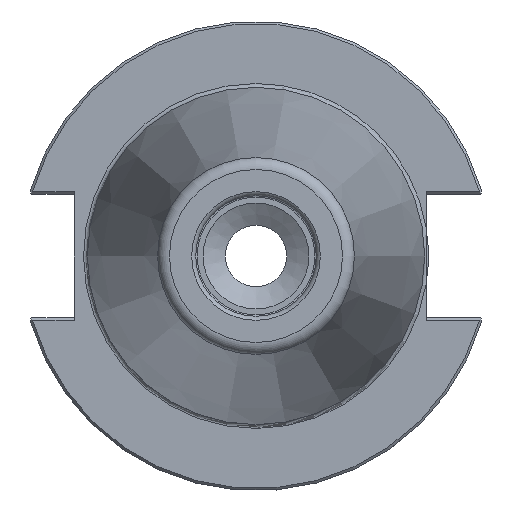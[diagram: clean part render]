
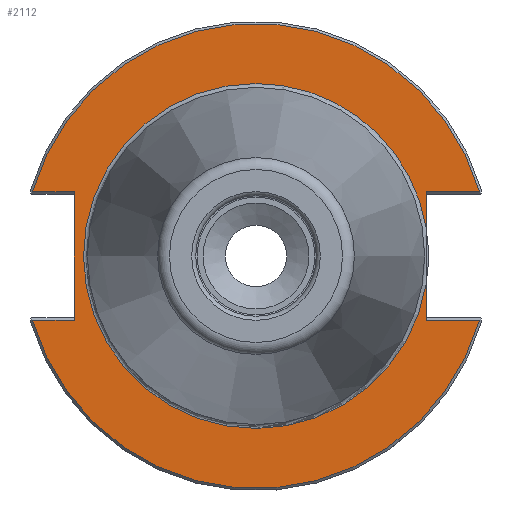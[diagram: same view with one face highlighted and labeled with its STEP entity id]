
A CAD part, left-side view. The second image highlights one B-rep face of the part: STEP entity #2112.
In plain terms, the highlighted planar face has unit normal (-1, 0, 0).
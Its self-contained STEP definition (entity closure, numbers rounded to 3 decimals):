
#119=PLANE('',#2292);
#170=LINE('',#3317,#273);
#174=LINE('',#3325,#277);
#175=LINE('',#3329,#278);
#176=LINE('',#3331,#279);
#177=LINE('',#3333,#280);
#178=LINE('',#3337,#281);
#179=LINE('',#3339,#282);
#273=VECTOR('',#2654,10.);
#277=VECTOR('',#2660,10.);
#278=VECTOR('',#2663,10.);
#279=VECTOR('',#2664,10.);
#280=VECTOR('',#2665,10.);
#281=VECTOR('',#2668,10.);
#282=VECTOR('',#2669,10.);
#408=FACE_OUTER_BOUND('',#525,.T.);
#525=EDGE_LOOP('',(#1496,#1497,#1498,#1499,#1500,#1501,#1502,#1503,#1504,
#1505,#1506));
#673=CIRCLE('',#2293,48.25);
#674=CIRCLE('',#2294,48.25);
#675=CIRCLE('',#2295,35.8);
#676=CIRCLE('',#2296,35.8);
#845=VERTEX_POINT('',#3312);
#846=VERTEX_POINT('',#3316);
#849=VERTEX_POINT('',#3324);
#850=VERTEX_POINT('',#3326);
#851=VERTEX_POINT('',#3328);
#852=VERTEX_POINT('',#3330);
#853=VERTEX_POINT('',#3332);
#854=VERTEX_POINT('',#3334);
#855=VERTEX_POINT('',#3336);
#856=VERTEX_POINT('',#3338);
#857=VERTEX_POINT('',#3340);
#1099=EDGE_CURVE('',#845,#846,#170,.T.);
#1103=EDGE_CURVE('',#849,#846,#174,.T.);
#1104=EDGE_CURVE('',#850,#845,#673,.T.);
#1105=EDGE_CURVE('',#851,#850,#175,.T.);
#1106=EDGE_CURVE('',#851,#852,#176,.T.);
#1107=EDGE_CURVE('',#853,#852,#177,.T.);
#1108=EDGE_CURVE('',#854,#853,#674,.T.);
#1109=EDGE_CURVE('',#855,#854,#178,.T.);
#1110=EDGE_CURVE('',#855,#856,#179,.T.);
#1111=EDGE_CURVE('',#856,#857,#675,.T.);
#1112=EDGE_CURVE('',#857,#849,#676,.T.);
#1496=ORIENTED_EDGE('',*,*,#1103,.T.);
#1497=ORIENTED_EDGE('',*,*,#1099,.F.);
#1498=ORIENTED_EDGE('',*,*,#1104,.F.);
#1499=ORIENTED_EDGE('',*,*,#1105,.F.);
#1500=ORIENTED_EDGE('',*,*,#1106,.T.);
#1501=ORIENTED_EDGE('',*,*,#1107,.F.);
#1502=ORIENTED_EDGE('',*,*,#1108,.F.);
#1503=ORIENTED_EDGE('',*,*,#1109,.F.);
#1504=ORIENTED_EDGE('',*,*,#1110,.T.);
#1505=ORIENTED_EDGE('',*,*,#1111,.T.);
#1506=ORIENTED_EDGE('',*,*,#1112,.T.);
#2112=ADVANCED_FACE('',(#408),#119,.T.);
#2292=AXIS2_PLACEMENT_3D('',#3323,#2658,#2659);
#2293=AXIS2_PLACEMENT_3D('',#3327,#2661,#2662);
#2294=AXIS2_PLACEMENT_3D('',#3335,#2666,#2667);
#2295=AXIS2_PLACEMENT_3D('',#3341,#2670,#2671);
#2296=AXIS2_PLACEMENT_3D('',#3342,#2672,#2673);
#2654=DIRECTION('',(0.,1.,0.));
#2658=DIRECTION('center_axis',(-1.,0.,0.));
#2659=DIRECTION('ref_axis',(0.,0.,1.));
#2660=DIRECTION('',(0.,0.,1.));
#2661=DIRECTION('center_axis',(1.,0.,0.));
#2662=DIRECTION('ref_axis',(0.,0.,-1.));
#2663=DIRECTION('',(0.,1.,0.));
#2664=DIRECTION('',(0.,0.,-1.));
#2665=DIRECTION('',(0.,-1.,0.));
#2666=DIRECTION('center_axis',(1.,0.,0.));
#2667=DIRECTION('ref_axis',(0.,0.,-1.));
#2668=DIRECTION('',(0.,-1.,0.));
#2669=DIRECTION('',(0.,0.,1.));
#2670=DIRECTION('center_axis',(1.,0.,0.));
#2671=DIRECTION('ref_axis',(0.,0.,-1.));
#2672=DIRECTION('center_axis',(1.,0.,0.));
#2673=DIRECTION('ref_axis',(0.,0.,-1.));
#3312=CARTESIAN_POINT('',(1.5,-46.373,13.325));
#3316=CARTESIAN_POINT('',(1.5,-35.3,13.325));
#3317=CARTESIAN_POINT('',(1.5,6.475,13.325));
#3323=CARTESIAN_POINT('Origin',(1.5,48.25,0.));
#3324=CARTESIAN_POINT('',(1.5,-35.3,5.962));
#3325=CARTESIAN_POINT('',(1.5,-35.3,-6.413));
#3326=CARTESIAN_POINT('',(1.5,46.373,13.325));
#3327=CARTESIAN_POINT('Origin',(1.5,0.,
0.));
#3328=CARTESIAN_POINT('',(1.5,37.7,13.325));
#3329=CARTESIAN_POINT('',(1.5,61.395,13.325));
#3330=CARTESIAN_POINT('',(1.5,37.7,-13.325));
#3331=CARTESIAN_POINT('',(1.5,37.7,6.413));
#3332=CARTESIAN_POINT('',(1.5,46.373,-13.325));
#3333=CARTESIAN_POINT('',(1.5,42.975,-13.325));
#3334=CARTESIAN_POINT('',(1.5,-46.373,-13.325));
#3335=CARTESIAN_POINT('Origin',(1.5,0.,
0.));
#3336=CARTESIAN_POINT('',(1.5,-35.3,-13.325));
#3337=CARTESIAN_POINT('',(1.5,-13.707,-13.325));
#3338=CARTESIAN_POINT('',(1.5,-35.3,-5.962));
#3339=CARTESIAN_POINT('',(1.5,-35.3,-6.413));
#3340=CARTESIAN_POINT('',(1.5,0.,35.8));
#3341=CARTESIAN_POINT('Origin',(1.5,0.,
0.));
#3342=CARTESIAN_POINT('Origin',(1.5,0.,
0.));
